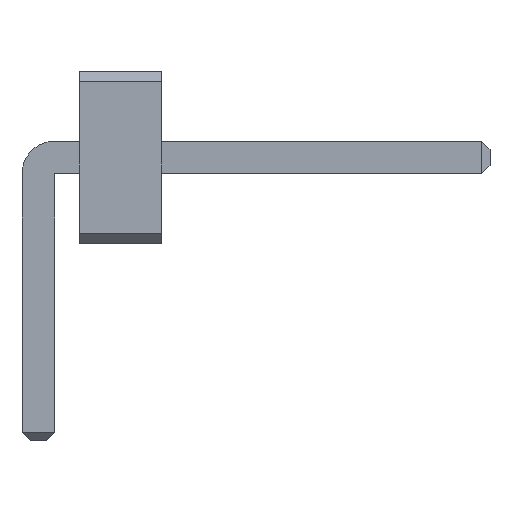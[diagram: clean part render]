
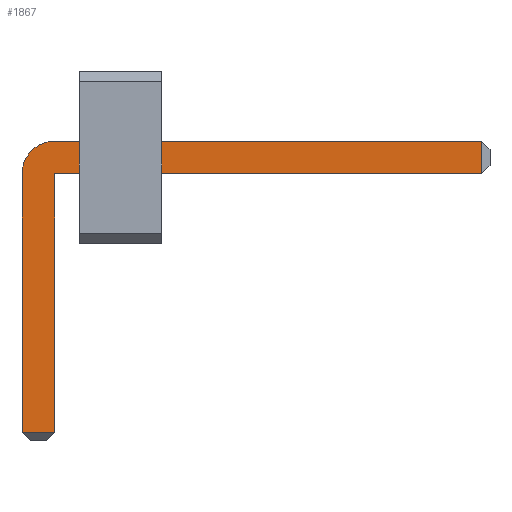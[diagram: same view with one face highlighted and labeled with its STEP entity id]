
A CAD part, front view. The second image highlights one B-rep face of the part: STEP entity #1867.
In plain terms, the highlighted planar face has unit normal (0, -1, 0).
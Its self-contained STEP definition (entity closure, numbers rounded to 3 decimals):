
#13=DIRECTION('',(0.,0.,1.));
#27=VECTOR('',#28,1.);
#28=DIRECTION('',(1.,0.,0.));
#784=VECTOR('',#13,1.);
#1548=VECTOR('',#1549,1.);
#1549=DIRECTION('',(0.,0.,-1.));
#1685=VECTOR('',#1686,1.);
#1686=DIRECTION('',(-1.,0.,0.));
#1707=DIRECTION('',(-0.,1.,0.));
#1711=DIRECTION('',(0.,1.,0.));
#1712=DIRECTION('',(1.,0.,0.));
#1719=VERTEX_POINT('',#1720);
#1720=CARTESIAN_POINT('',(0.2,-15.44,1.25));
#1722=ORIENTED_EDGE('',*,*,#1723,.T.);
#1723=EDGE_CURVE('',#1719,#1724,#1726,.T.);
#1724=VERTEX_POINT('',#1725);
#1725=CARTESIAN_POINT('',(5.4,-15.44,1.25));
#1726=LINE('',#1727,#27);
#1727=CARTESIAN_POINT('',(-0.2,-15.44,1.25));
#1763=EDGE_CURVE('',#1764,#1719,#1766,.T.);
#1764=VERTEX_POINT('',#1765);
#1765=CARTESIAN_POINT('',(-0.2,-15.44,0.85));
#1766=CIRCLE('',#1767,0.4);
#1767=AXIS2_PLACEMENT_3D('',#1768,#1707,#1549);
#1768=CARTESIAN_POINT('',(0.2,-15.44,0.85));
#1780=VERTEX_POINT('',#1781);
#1781=CARTESIAN_POINT('',(5.4,-15.44,0.85));
#1783=ORIENTED_EDGE('',*,*,#1784,.T.);
#1784=EDGE_CURVE('',#1780,#1785,#1786,.T.);
#1785=VERTEX_POINT('',#1768);
#1786=LINE('',#1787,#1685);
#1787=CARTESIAN_POINT('',(5.5,-15.44,0.85));
#1799=VERTEX_POINT('',#1800);
#1800=CARTESIAN_POINT('',(-0.2,-15.44,-2.3));
#1802=ORIENTED_EDGE('',*,*,#1803,.T.);
#1803=EDGE_CURVE('',#1799,#1764,#1804,.T.);
#1804=LINE('',#1805,#784);
#1805=CARTESIAN_POINT('',(-0.2,-15.44,-2.4));
#1813=ORIENTED_EDGE('',*,*,#1814,.T.);
#1814=EDGE_CURVE('',#1785,#1815,#1817,.T.);
#1815=VERTEX_POINT('',#1816);
#1816=CARTESIAN_POINT('',(0.2,-15.44,-2.3));
#1817=LINE('',#1768,#1548);
#1867=ADVANCED_FACE('',(#1868),#1877,.F.);
#1868=FACE_BOUND('',#1869,.F.);
#1869=EDGE_LOOP('',(#1722,#1870,#1783,#1813,#1873,#1802,#1876));
#1870=ORIENTED_EDGE('',*,*,#1871,.T.);
#1871=EDGE_CURVE('',#1724,#1780,#1872,.T.);
#1872=LINE('',#1725,#1548);
#1873=ORIENTED_EDGE('',*,*,#1874,.T.);
#1874=EDGE_CURVE('',#1815,#1799,#1875,.T.);
#1875=LINE('',#1816,#1685);
#1876=ORIENTED_EDGE('',*,*,#1763,.T.);
#1877=PLANE('',#1878);
#1878=AXIS2_PLACEMENT_3D('',#1879,#1711,#1712);
#1879=CARTESIAN_POINT('',(1.729,-15.44,0.346));
